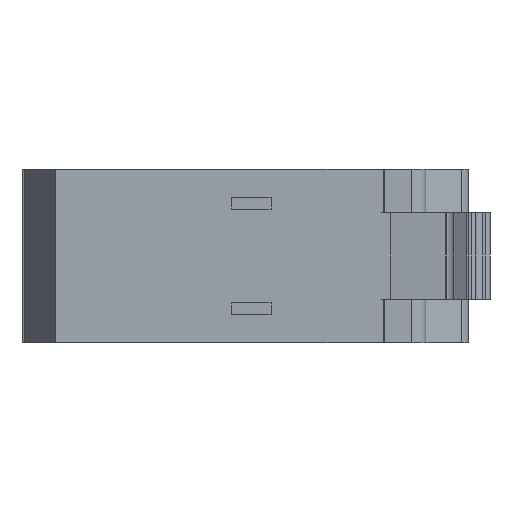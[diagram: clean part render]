
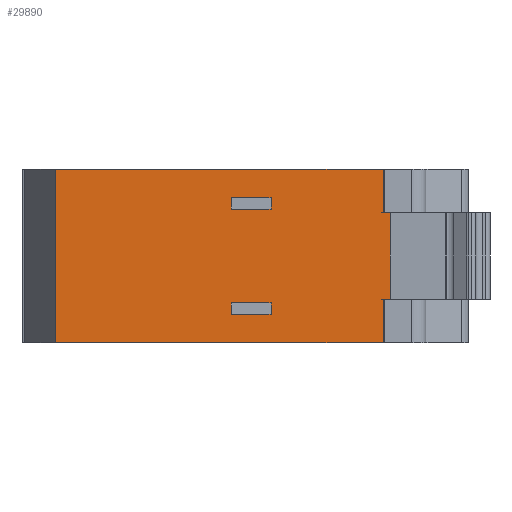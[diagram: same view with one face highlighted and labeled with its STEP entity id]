
A CAD part, front view. The second image highlights one B-rep face of the part: STEP entity #29890.
In plain terms, the highlighted planar face has unit normal (0, -1, 0).
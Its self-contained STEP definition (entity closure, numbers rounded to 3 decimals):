
#6870=CARTESIAN_POINT('',(-227.185,-89.738,
-3.3));
#6880=VERTEX_POINT('',#6870);
#6910=CARTESIAN_POINT('',(-205.702,-89.738,
-3.3));
#6920=DIRECTION('',(-1.,0.,0.));
#6930=VECTOR('',#6920,1.);
#6940=LINE('',#6910,#6930);
#6950=CARTESIAN_POINT('',(-224.385,-89.738,
-3.3));
#6960=VERTEX_POINT('',#6950);
#6970=EDGE_CURVE('',#6960,#6880,#6940,.T.);
#8360=CARTESIAN_POINT('',(-227.185,-89.738,
3.3));
#8370=VERTEX_POINT('',#8360);
#8400=CARTESIAN_POINT('',(-227.185,-89.738,0.));
#8410=DIRECTION('',(0.,0.,-1.));
#8420=VECTOR('',#8410,1.);
#8430=LINE('',#8400,#8420);
#8440=CARTESIAN_POINT('',(-227.185,-89.738,4.1));
#8450=VERTEX_POINT('',#8440);
#8460=EDGE_CURVE('',#8450,#8370,#8430,.T.);
#9300=CARTESIAN_POINT('',(-227.185,-89.738,-4.1));
#9310=VERTEX_POINT('',#9300);
#9340=EDGE_CURVE('',#6880,#9310,#8430,.T.);
#12880=CARTESIAN_POINT('',(-239.539,-89.738,-6.1));
#12890=VERTEX_POINT('',#12880);
#12940=CARTESIAN_POINT('',(0.,-89.738,-6.1));
#12950=DIRECTION('',(1.,0.,0.));
#12960=VECTOR('',#12950,1.);
#12970=LINE('',#12940,#12960);
#12980=CARTESIAN_POINT('',(-216.507,-89.738,-6.1));
#12990=VERTEX_POINT('',#12980);
#13000=EDGE_CURVE('',#12890,#12990,#12970,.T.);
#17340=CARTESIAN_POINT('',(-224.385,-89.738,0.));
#17350=DIRECTION('',(0.,0.,1.));
#17360=VECTOR('',#17350,1.);
#17370=LINE('',#17340,#17360);
#17380=CARTESIAN_POINT('',(-224.385,-89.738,
3.3));
#17390=VERTEX_POINT('',#17380);
#17400=CARTESIAN_POINT('',(-224.385,-89.738,4.1));
#17410=VERTEX_POINT('',#17400);
#17420=EDGE_CURVE('',#17390,#17410,#17370,.T.);
#20790=CARTESIAN_POINT('',(-205.702,-89.738,-4.1));
#20800=DIRECTION('',(-1.,0.,0.));
#20810=VECTOR('',#20800,1.);
#20820=LINE('',#20790,#20810);
#20830=CARTESIAN_POINT('',(-224.385,-89.738,-4.1));
#20840=VERTEX_POINT('',#20830);
#20850=EDGE_CURVE('',#20840,#9310,#20820,.T.);
#22580=CARTESIAN_POINT('',(-205.702,-89.738,
3.3));
#22590=DIRECTION('',(-1.,0.,0.));
#22600=VECTOR('',#22590,1.);
#22610=LINE('',#22580,#22600);
#22620=EDGE_CURVE('',#17390,#8370,#22610,.T.);
#23820=CARTESIAN_POINT('',(-205.702,-89.738,4.1));
#23830=DIRECTION('',(-1.,0.,0.));
#23840=VECTOR('',#23830,1.);
#23850=LINE('',#23820,#23840);
#23860=EDGE_CURVE('',#17410,#8450,#23850,.T.);
#24110=CARTESIAN_POINT('',(-239.539,-89.738,6.1));
#24120=VERTEX_POINT('',#24110);
#24150=CARTESIAN_POINT('',(-239.539,-89.738,0.));
#24160=DIRECTION('',(0.,0.,1.));
#24170=VECTOR('',#24160,1.);
#24180=LINE('',#24150,#24170);
#24190=EDGE_CURVE('',#12890,#24120,#24180,.T.);
#24770=EDGE_CURVE('',#20840,#6960,#17370,.T.);
#24970=CARTESIAN_POINT('',(-216.507,-89.738,0.));
#24980=DIRECTION('',(0.,0.,1.));
#24990=VECTOR('',#24980,1.);
#25000=LINE('',#24970,#24990);
#25010=CARTESIAN_POINT('',(-216.507,-89.738,-3.05));
#25020=VERTEX_POINT('',#25010);
#25030=EDGE_CURVE('',#12990,#25020,#25000,.T.);
#25350=CARTESIAN_POINT('',(-221.051,-89.738,-3.05));
#25360=DIRECTION('',(1.,0.,0.));
#25370=VECTOR('',#25360,1.);
#25380=LINE('',#25350,#25370);
#25390=CARTESIAN_POINT('',(-215.992,-89.738,-3.05));
#25400=VERTEX_POINT('',#25390);
#25410=EDGE_CURVE('',#25020,#25400,#25380,.T.);
#28070=CARTESIAN_POINT('',(0.,-89.738,6.1));
#28080=DIRECTION('',(1.,0.,0.));
#28090=VECTOR('',#28080,1.);
#28100=LINE('',#28070,#28090);
#28110=CARTESIAN_POINT('',(-216.507,-89.738,6.1));
#28120=VERTEX_POINT('',#28110);
#28130=EDGE_CURVE('',#24120,#28120,#28100,.T.);
#29430=CARTESIAN_POINT('',(-216.507,-89.738,6.1));
#29440=DIRECTION('',(-0.,-1.,-0.));
#29450=DIRECTION('',(-1.,0.,0.));
#29460=AXIS2_PLACEMENT_3D('',#29430,#29440,#29450);
#29470=PLANE('',#29460);
#29480=CARTESIAN_POINT('',(-215.992,-89.738,6.1));
#29490=DIRECTION('',(0.,0.,-1.));
#29500=VECTOR('',#29490,1.);
#29510=LINE('',#29480,#29500);
#29520=CARTESIAN_POINT('',(-215.992,-89.738,3.05));
#29530=VERTEX_POINT('',#29520);
#29540=EDGE_CURVE('',#29530,#25400,#29510,.T.);
#29550=ORIENTED_EDGE('',*,*,#29540,.F.);
#29560=ORIENTED_EDGE('',*,*,#25410,.T.);
#29570=ORIENTED_EDGE('',*,*,#25030,.T.);
#29580=ORIENTED_EDGE('',*,*,#13000,.T.);
#29590=ORIENTED_EDGE('',*,*,#24190,.F.);
#29600=ORIENTED_EDGE('',*,*,#28130,.F.);
#29610=CARTESIAN_POINT('',(-216.507,-89.738,0.));
#29620=DIRECTION('',(0.,0.,-1.));
#29630=VECTOR('',#29620,1.);
#29640=LINE('',#29610,#29630);
#29650=CARTESIAN_POINT('',(-216.507,-89.738,3.05));
#29660=VERTEX_POINT('',#29650);
#29670=EDGE_CURVE('',#28120,#29660,#29640,.T.);
#29680=ORIENTED_EDGE('',*,*,#29670,.F.);
#29690=CARTESIAN_POINT('',(0.,-89.738,3.05));
#29700=DIRECTION('',(-1.,0.,0.));
#29710=VECTOR('',#29700,1.);
#29720=LINE('',#29690,#29710);
#29730=EDGE_CURVE('',#29530,#29660,#29720,.T.);
#29740=ORIENTED_EDGE('',*,*,#29730,.T.);
#29750=EDGE_LOOP('',(#29740,#29680,#29600,#29590,#29580,#29570,#29560,
#29550));
#29760=FACE_OUTER_BOUND('',#29750,.T.);
#29770=ORIENTED_EDGE('',*,*,#22620,.T.);
#29780=ORIENTED_EDGE('',*,*,#17420,.F.);
#29790=ORIENTED_EDGE('',*,*,#23860,.F.);
#29800=ORIENTED_EDGE('',*,*,#8460,.F.);
#29810=EDGE_LOOP('',(#29800,#29790,#29780,#29770));
#29820=FACE_BOUND('',#29810,.T.);
#29830=ORIENTED_EDGE('',*,*,#24770,.F.);
#29840=ORIENTED_EDGE('',*,*,#6970,.F.);
#29850=ORIENTED_EDGE('',*,*,#9340,.F.);
#29860=ORIENTED_EDGE('',*,*,#20850,.T.);
#29870=EDGE_LOOP('',(#29860,#29850,#29840,#29830));
#29880=FACE_BOUND('',#29870,.T.);
#29890=ADVANCED_FACE('',(#29760,#29820,#29880),#29470,.T.);
